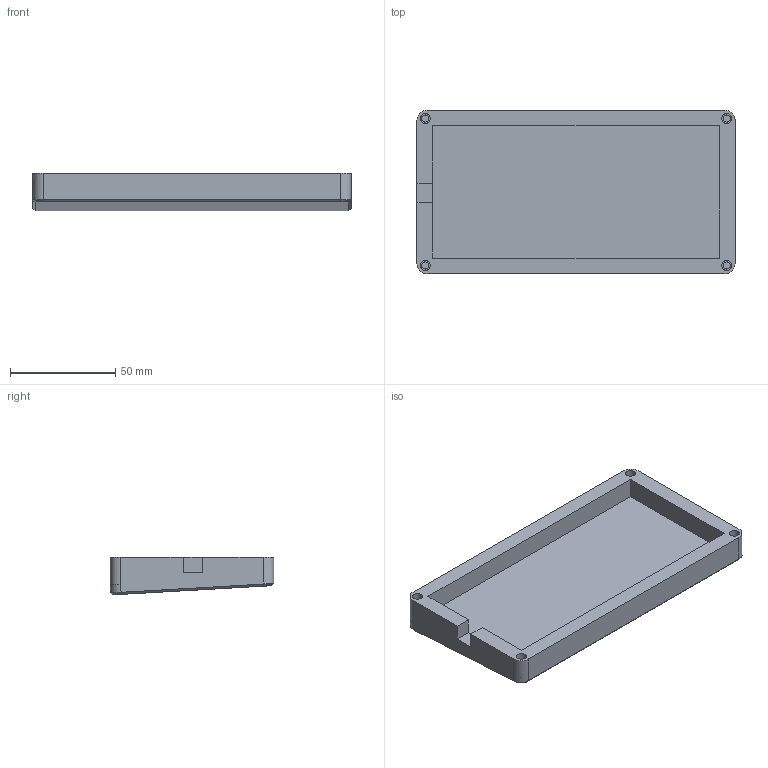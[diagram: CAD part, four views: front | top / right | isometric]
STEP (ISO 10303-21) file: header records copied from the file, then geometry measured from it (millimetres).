
FILE_DESCRIPTION(/* description */ (''),/* implementation_level */ '2;1');
FILE_NAME(/* name */ 'dce0fd75-ea26-4e90-bce5-e305bceacf8c.stp',/* time_stamp */ '2025-12-05T02:23:11Z',/* author */ (''),/* organization */ (''),/* preprocessor_version */ 'ST-DEVELOPER v20.1',/* originating_system */ 'Autodesk Translation Framework v14.21.0.0',/* authorisation */ '');
FILE_SCHEMA (('AUTOMOTIVE_DESIGN { 1 0 10303 214 3 1 1 }'));
Length unit declared in the file: millimetre
Products named in the file (1): Tiaboard_Bottom
Bounding box: 151.05 x 77.75 x 17.93 mm (x, y, z)
Volume: 97568.7 mm3; surface area: 35058.7 mm2
Topology: 1 solids, 1 shells, 55 faces, 113 edges, 72 vertices
Faces by surface type: plane 31, cylinder 18, bspline 4, cone 2
Full cylindrical faces by diameter (mm): 3.4 x4, 4.7 x4, 6 x4
Entity records: 1548 total; most frequent: CARTESIAN_POINT 343, DIRECTION 243, ORIENTED_EDGE 226, EDGE_CURVE 113, AXIS2_PLACEMENT_3D 86, VERTEX_POINT 72, LINE 71, VECTOR 71
